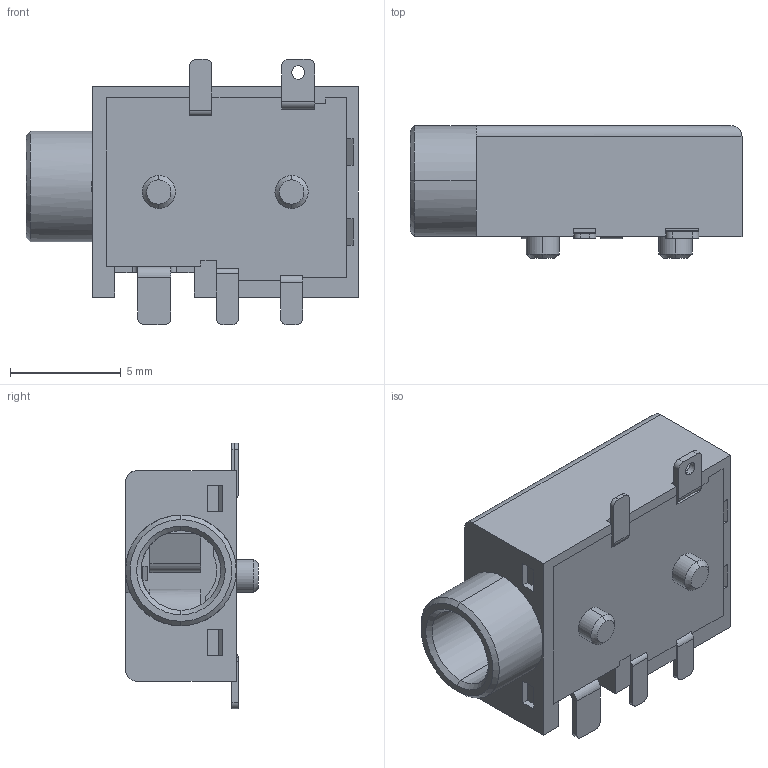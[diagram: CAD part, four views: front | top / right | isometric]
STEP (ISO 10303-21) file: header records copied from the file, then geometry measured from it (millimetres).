
FILE_DESCRIPTION (( 'STEP AP214' ), '1' );
FILE_NAME ('SJ1-3515-SMT-TR.STEP', '2020-07-24T22:06:50', ( '' ), ( '' ), 'SwSTEP 2.0', 'SolidWorks 2017', '' );
FILE_SCHEMA (( 'AUTOMOTIVE_DESIGN' ));
Length unit declared in the file: millimetre
Products named in the file (1): SJ1-3515-SMT-TR
Bounding box: 15 x 6 x 12 mm (x, y, z)
Volume: 458.2 mm3; surface area: 1029.7 mm2
Topology: 10 solids, 10 shells, 321 faces, 846 edges, 548 vertices
Faces by surface type: plane 237, cylinder 76, cone 8
Entity records: 9968 total; most frequent: CARTESIAN_POINT 1793, ORIENTED_EDGE 1692, DIRECTION 1632, EDGE_CURVE 846, VECTOR 682, LINE 682, VERTEX_POINT 548, AXIS2_PLACEMENT_3D 475
